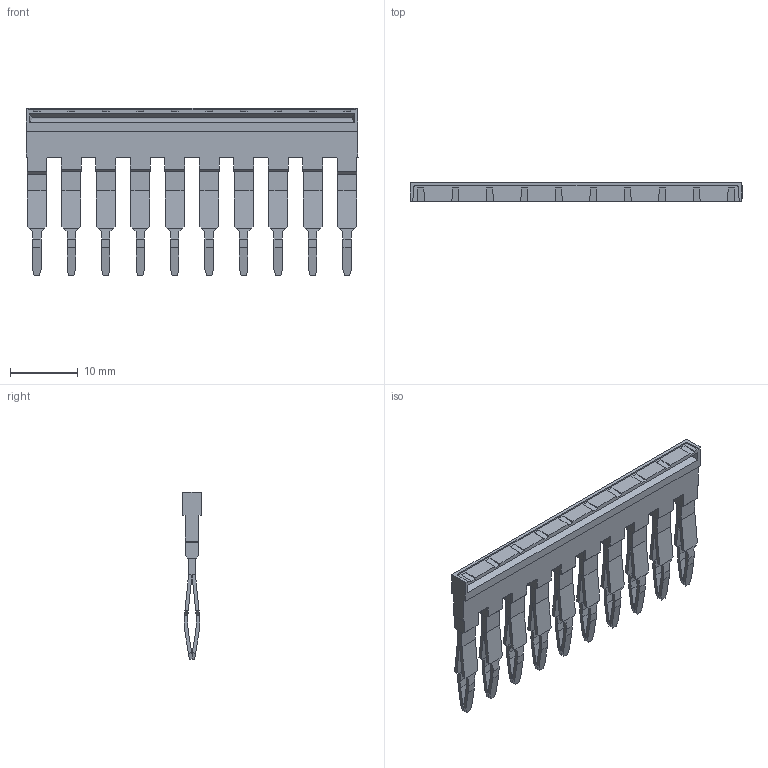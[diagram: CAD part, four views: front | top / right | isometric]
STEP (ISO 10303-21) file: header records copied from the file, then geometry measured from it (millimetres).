
FILE_DESCRIPTION(('CATIA V5 STEP Exchange','CAx-IF Rec.Pracs.--- Model Styling and Organization---1.4--- 2014-01-23'),'2;1');
FILE_NAME ('1373969-3_1', '2023-03-03T08:15:45+00:00', ('none'), ('Weidmueller'), 'CATIA Version 5-6 Release 2016 SP3 HF44', 'CATIA V5 STEP AP214', 'none');
FILE_SCHEMA(('AUTOMOTIVE_DESIGN { 1 0 10303 214 1 1 1 1 }'));
Length unit declared in the file: millimetre
Products named in the file (1): 2831750000_S
Bounding box: 49.1 x 2.8 x 24.72 mm (x, y, z)
Volume: 1005.5 mm3; surface area: 3683 mm2
Topology: 2 solids, 2 shells, 632 faces, 1923 edges, 1269 vertices
Faces by surface type: plane 550, cylinder 42, bspline 40
Entity records: 20659 total; most frequent: CARTESIAN_POINT 5185, ORIENTED_EDGE 3846, DIRECTION 2236, EDGE_CURVE 1923, VECTOR 1599, LINE 1599, VERTEX_POINT 1269, EDGE_LOOP 662
